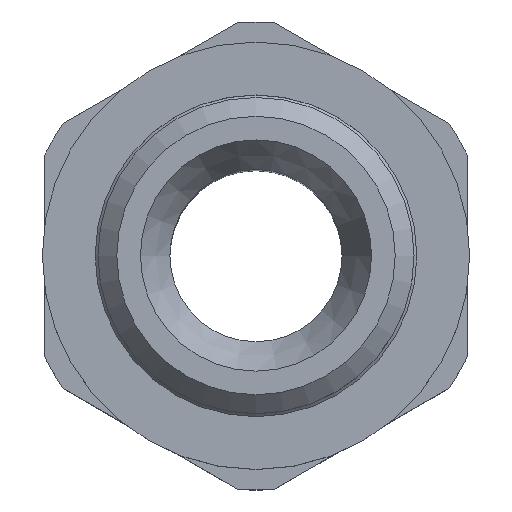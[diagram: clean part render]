
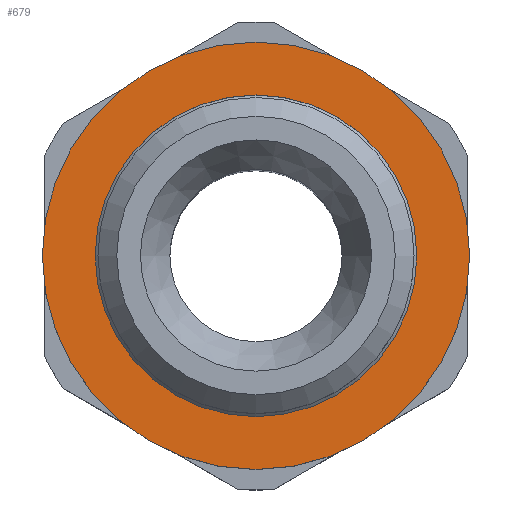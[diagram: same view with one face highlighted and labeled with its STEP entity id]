
A CAD part, top view. The second image highlights one B-rep face of the part: STEP entity #679.
In plain terms, the highlighted planar face has unit normal (0, 0, 1).
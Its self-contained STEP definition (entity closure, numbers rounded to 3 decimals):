
#101=CIRCLE('',#778,4.95);
#102=CIRCLE('',#780,6.575);
#223=ORIENTED_EDGE('',*,*,#356,.T.);
#224=ORIENTED_EDGE('',*,*,#357,.F.);
#356=EDGE_CURVE('',#417,#417,#101,.T.);
#357=EDGE_CURVE('',#418,#418,#102,.T.);
#417=VERTEX_POINT('',#1224);
#418=VERTEX_POINT('',#1227);
#523=EDGE_LOOP('',(#223));
#524=EDGE_LOOP('',(#224));
#599=FACE_BOUND('',#523,.T.);
#600=FACE_BOUND('',#524,.T.);
#638=PLANE('',#782);
#679=ADVANCED_FACE('',(#599,#600),#638,.T.);
#778=AXIS2_PLACEMENT_3D('',#1223,#971,#972);
#780=AXIS2_PLACEMENT_3D('',#1226,#975,#976);
#782=AXIS2_PLACEMENT_3D('',#1230,#979,#980);
#971=DIRECTION('',(0.,0.,-1.));
#972=DIRECTION('',(-1.,0.,0.));
#975=DIRECTION('',(0.,0.,-1.));
#976=DIRECTION('',(-1.,0.,0.));
#979=DIRECTION('',(0.,0.,1.));
#980=DIRECTION('',(1.,0.,0.));
#1223=CARTESIAN_POINT('',(0.,0.,-4.9));
#1224=CARTESIAN_POINT('',(-4.95,0.,-4.9));
#1226=CARTESIAN_POINT('',(0.,0.,-4.9));
#1227=CARTESIAN_POINT('',(-6.575,0.,-4.9));
#1230=CARTESIAN_POINT('',(0.,6.575,-4.9));
